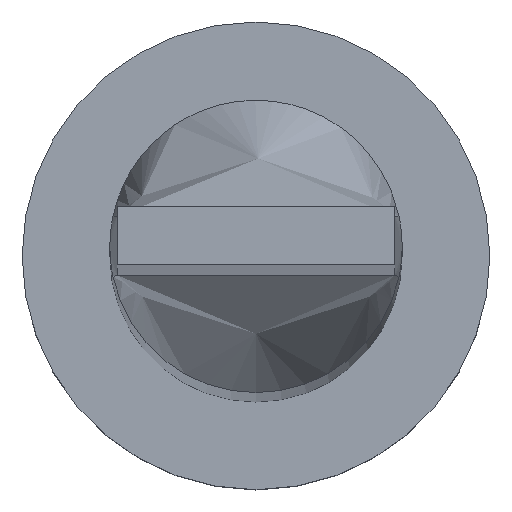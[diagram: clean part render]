
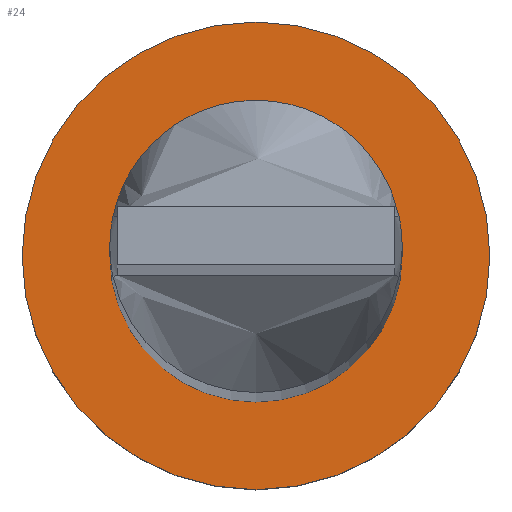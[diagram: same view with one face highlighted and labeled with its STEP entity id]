
A CAD part, top view. The second image highlights one B-rep face of the part: STEP entity #24.
In plain terms, the highlighted planar face has unit normal (0, 0, 1).
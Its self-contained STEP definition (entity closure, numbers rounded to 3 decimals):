
#24 = ADVANCED_FACE ( 'NONE', ( #432, #568 ), #163, .T. ) ;
#32 = CARTESIAN_POINT ( 'NONE',  ( 5., 0., 5. ) ) ;
#33 = CARTESIAN_POINT ( 'NONE',  ( -5., 0., 5. ) ) ;
#66 = EDGE_CURVE ( 'NONE', #270, #594, #149, .T. ) ;
#68 = DIRECTION ( 'NONE',  ( 0., 0., 1. ) ) ;
#70 = CARTESIAN_POINT ( 'NONE',  ( -8., 0., 5. ) ) ;
#83 = DIRECTION ( 'NONE',  ( 1., 0., 0. ) ) ;
#98 = VERTEX_POINT ( 'NONE', #33 ) ;
#100 = EDGE_CURVE ( 'NONE', #403, #98, #181, .T. ) ;
#111 = ORIENTED_EDGE ( 'NONE', *, *, #100, .F. ) ;
#119 = DIRECTION ( 'NONE',  ( 1., 0., 0. ) ) ;
#136 = AXIS2_PLACEMENT_3D ( 'NONE', #442, #137, #303 ) ;
#137 = DIRECTION ( 'NONE',  ( 0., 0., 1. ) ) ;
#144 = ORIENTED_EDGE ( 'NONE', *, *, #255, .T. ) ;
#149 = CIRCLE ( 'NONE', #136, 8. ) ;
#156 = CARTESIAN_POINT ( 'NONE',  ( 0., 0., 5. ) ) ;
#163 = PLANE ( 'NONE',  #165 ) ;
#164 = DIRECTION ( 'NONE',  ( 0., 0., 1. ) ) ;
#165 = AXIS2_PLACEMENT_3D ( 'NONE', #522, #338, #119 ) ;
#181 = CIRCLE ( 'NONE', #596, 5. ) ;
#196 = EDGE_LOOP ( 'NONE', ( #459, #111 ) ) ;
#210 = DIRECTION ( 'NONE',  ( 1., 0., 0. ) ) ;
#213 = EDGE_CURVE ( 'NONE', #98, #403, #407, .T. ) ;
#214 = CIRCLE ( 'NONE', #473, 8. ) ;
#252 = CARTESIAN_POINT ( 'NONE',  ( 0., 0., 5. ) ) ;
#255 = EDGE_CURVE ( 'NONE', #594, #270, #214, .T. ) ;
#270 = VERTEX_POINT ( 'NONE', #70 ) ;
#273 = CARTESIAN_POINT ( 'NONE',  ( 8., 0., 5. ) ) ;
#290 = EDGE_LOOP ( 'NONE', ( #445, #144 ) ) ;
#303 = DIRECTION ( 'NONE',  ( 1., 0., 0. ) ) ;
#338 = DIRECTION ( 'NONE',  ( 0., 0., 1. ) ) ;
#360 = DIRECTION ( 'NONE',  ( 0., 0., 1. ) ) ;
#403 = VERTEX_POINT ( 'NONE', #32 ) ;
#407 = CIRCLE ( 'NONE', #482, 5. ) ;
#432 = FACE_BOUND ( 'NONE', #196, .T. ) ;
#442 = CARTESIAN_POINT ( 'NONE',  ( 0., 0., 5. ) ) ;
#445 = ORIENTED_EDGE ( 'NONE', *, *, #66, .T. ) ;
#459 = ORIENTED_EDGE ( 'NONE', *, *, #213, .F. ) ;
#473 = AXIS2_PLACEMENT_3D ( 'NONE', #156, #164, #477 ) ;
#477 = DIRECTION ( 'NONE',  ( 1., 0., 0. ) ) ;
#482 = AXIS2_PLACEMENT_3D ( 'NONE', #252, #68, #210 ) ;
#490 = CARTESIAN_POINT ( 'NONE',  ( 0., 0., 5. ) ) ;
#522 = CARTESIAN_POINT ( 'NONE',  ( 0., 0., 5. ) ) ;
#568 = FACE_OUTER_BOUND ( 'NONE', #290, .T. ) ;
#594 = VERTEX_POINT ( 'NONE', #273 ) ;
#596 = AXIS2_PLACEMENT_3D ( 'NONE', #490, #360, #83 ) ;
